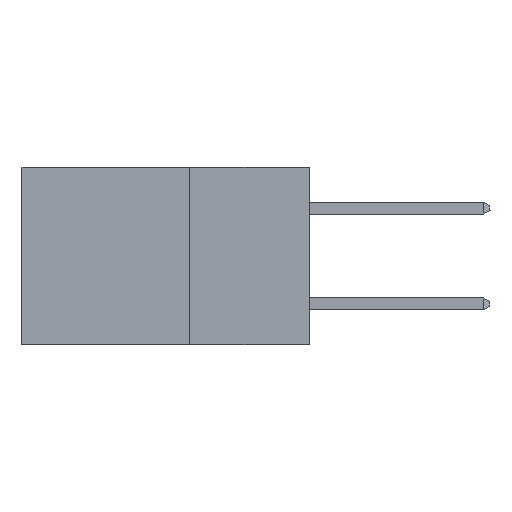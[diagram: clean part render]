
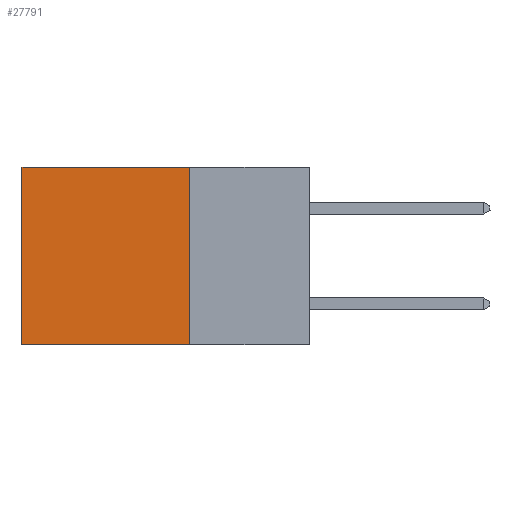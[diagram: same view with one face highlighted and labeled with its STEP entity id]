
A CAD part, left-side view. The second image highlights one B-rep face of the part: STEP entity #27791.
In plain terms, the highlighted planar face has unit normal (-1, 0, 0).
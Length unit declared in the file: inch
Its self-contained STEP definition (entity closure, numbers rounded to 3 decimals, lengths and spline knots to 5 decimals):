
#121 = EDGE_CURVE ( 'NONE', #28658, #38919, #36966, .T. ) ;
#322 = EDGE_CURVE ( 'NONE', #14938, #15315, #3273, .T. ) ;
#1384 = EDGE_LOOP ( 'NONE', ( #2086, #33718, #21025, #22466 ) ) ;
#1719 = CARTESIAN_POINT ( 'NONE',  ( 0.2875, 0.25, 0. ) ) ;
#2086 = ORIENTED_EDGE ( 'NONE', *, *, #121, .T. ) ;
#2640 = DIRECTION ( 'NONE',  ( 0., 0., -1. ) ) ;
#3273 = LINE ( 'NONE', #18725, #21458 ) ;
#4558 = VECTOR ( 'NONE', #26359, 39.37008 ) ;
#5386 = DIRECTION ( 'NONE',  ( 0., 0., -1. ) ) ;
#5611 = DIRECTION ( 'NONE',  ( 0., 1., 0. ) ) ;
#9211 = CARTESIAN_POINT ( 'NONE',  ( 0.2875, 0.25, -0.37 ) ) ;
#10170 = EDGE_CURVE ( 'NONE', #14938, #28658, #22333, .T. ) ;
#10635 = DIRECTION ( 'NONE',  ( 0., 0., -1. ) ) ;
#12353 = AXIS2_PLACEMENT_3D ( 'NONE', #1719, #33731, #10635 ) ;
#14938 = VERTEX_POINT ( 'NONE', #22132 ) ;
#15315 = VERTEX_POINT ( 'NONE', #24631 ) ;
#16574 = CARTESIAN_POINT ( 'NONE',  ( 0.2875, 0.25, 0. ) ) ;
#17371 = PLANE ( 'NONE',  #12353 ) ;
#18725 = CARTESIAN_POINT ( 'NONE',  ( 0.2875, 0.25, 0. ) ) ;
#20065 = CARTESIAN_POINT ( 'NONE',  ( 0.2875, 0.6, 0. ) ) ;
#21025 = ORIENTED_EDGE ( 'NONE', *, *, #322, .F. ) ;
#21281 = CARTESIAN_POINT ( 'NONE',  ( 0.2875, 0.6, 0. ) ) ;
#21458 = VECTOR ( 'NONE', #2640, 39.37008 ) ;
#22132 = CARTESIAN_POINT ( 'NONE',  ( 0.2875, 0.25, 0. ) ) ;
#22333 = LINE ( 'NONE', #16574, #4558 ) ;
#22466 = ORIENTED_EDGE ( 'NONE', *, *, #10170, .T. ) ;
#24631 = CARTESIAN_POINT ( 'NONE',  ( 0.2875, 0.25, -0.37 ) ) ;
#26024 = CARTESIAN_POINT ( 'NONE',  ( 0.2875, 0.6, -0.37 ) ) ;
#26359 = DIRECTION ( 'NONE',  ( 0., 1., 0. ) ) ;
#26396 = VECTOR ( 'NONE', #5611, 39.37008 ) ;
#27791 = ADVANCED_FACE ( 'NONE', ( #40302 ), #17371, .F. ) ;
#28300 = LINE ( 'NONE', #9211, #26396 ) ;
#28658 = VERTEX_POINT ( 'NONE', #20065 ) ;
#33718 = ORIENTED_EDGE ( 'NONE', *, *, #38048, .F. ) ;
#33731 = DIRECTION ( 'NONE',  ( 1., 0., 0. ) ) ;
#36307 = VECTOR ( 'NONE', #5386, 39.37008 ) ;
#36966 = LINE ( 'NONE', #21281, #36307 ) ;
#38048 = EDGE_CURVE ( 'NONE', #15315, #38919, #28300, .T. ) ;
#38919 = VERTEX_POINT ( 'NONE', #26024 ) ;
#40302 = FACE_OUTER_BOUND ( 'NONE', #1384, .T. ) ;
